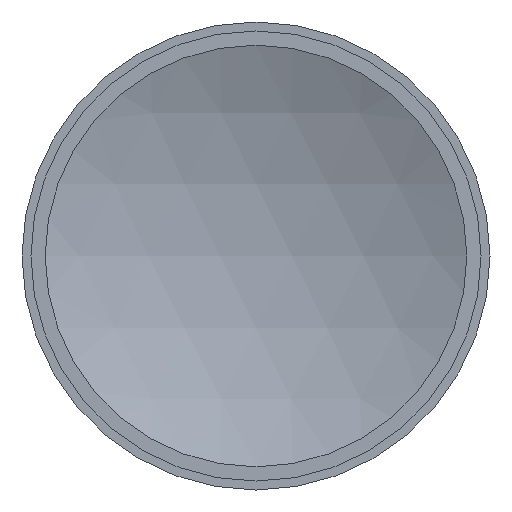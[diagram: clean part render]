
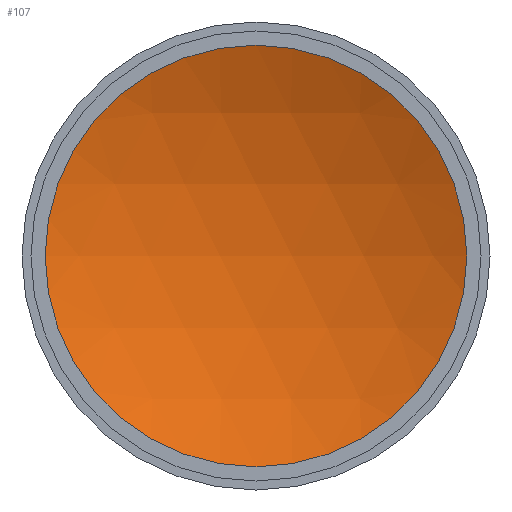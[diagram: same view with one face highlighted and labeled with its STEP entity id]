
A CAD part, front view. The second image highlights one B-rep face of the part: STEP entity #107.
In plain terms, the highlighted spherical face has radius 50 mm.
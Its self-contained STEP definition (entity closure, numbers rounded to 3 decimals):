
#16=SPHERICAL_SURFACE('',#146,50.);
#27=FACE_OUTER_BOUND('',#36,.T.);
#36=EDGE_LOOP('',(#92));
#54=CIRCLE('',#147,20.);
#62=VERTEX_POINT('',#213);
#73=EDGE_CURVE('',#62,#62,#54,.T.);
#92=ORIENTED_EDGE('',*,*,#73,.T.);
#107=ADVANCED_FACE('',(#27),#16,.F.);
#146=AXIS2_PLACEMENT_3D('',#212,#180,#181);
#147=AXIS2_PLACEMENT_3D('',#214,#182,#183);
#180=DIRECTION('center_axis',(0.,0.,1.));
#181=DIRECTION('ref_axis',(1.,0.,0.));
#182=DIRECTION('center_axis',(0.,-1.,0.));
#183=DIRECTION('ref_axis',(1.,0.,0.));
#212=CARTESIAN_POINT('Origin',(0.,-20.826,0.));
#213=CARTESIAN_POINT('',(-20.,25.,0.));
#214=CARTESIAN_POINT('Origin',(0.,25.,0.));
